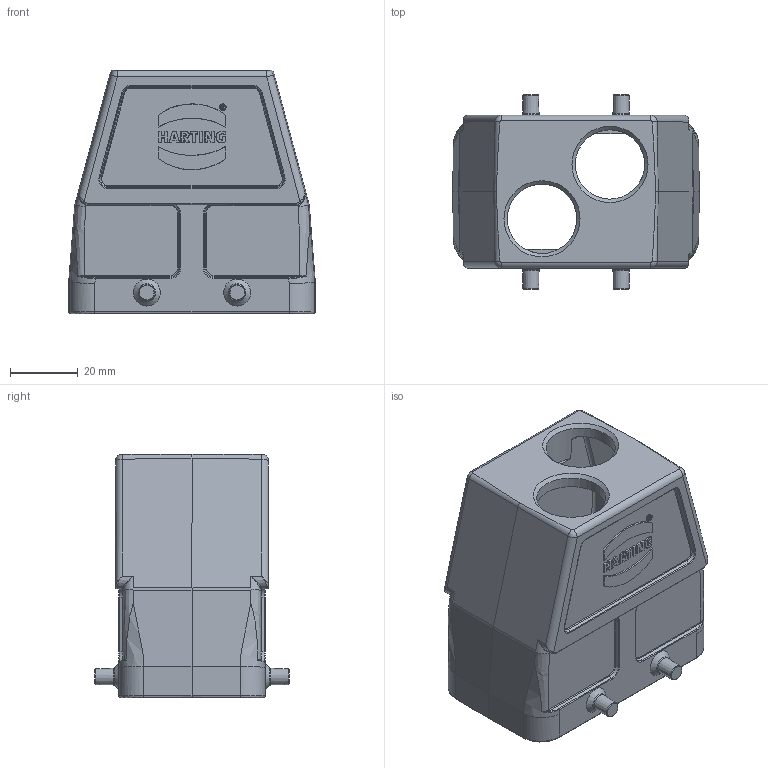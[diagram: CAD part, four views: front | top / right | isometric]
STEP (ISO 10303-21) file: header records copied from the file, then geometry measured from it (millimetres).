
FILE_DESCRIPTION(/* description */ (''),/* implementation_level */ '2;1');
FILE_NAME(/* name */ '100730686ugm000_b.stp',/* time_stamp */ '2019-05-27T13:24:27+02:00',/* author */ (''),/* organization */ (''),/* preprocessor_version */ 'ST-DEVELOPER v16.7',/* originating_system */ 'SIEMENS PLM Software NX 12.0',/* authorisation */ '');
FILE_SCHEMA (('AUTOMOTIVE_DESIGN { 1 0 10303 214 3 1 1 1 }'));
Length unit declared in the file: millimetre
Products named in the file (1): 100730686ugm000_b
Bounding box: 72.6 x 57.2 x 71.6 mm (x, y, z)
Volume: 58430.2 mm3; surface area: 32536 mm2
Topology: 1 solids, 1 shells, 457 faces, 1135 edges, 691 vertices
Faces by surface type: plane 166, cylinder 120, bspline 63, torus 50, cone 48, sphere 10
Full cylindrical faces by diameter (mm): 3 x4, 20.4 x2
Entity records: 16097 total; most frequent: CARTESIAN_POINT 5125, ORIENTED_EDGE 2158, DIRECTION 2075, EDGE_CURVE 1079, AXIS2_PLACEMENT_3D 780, VERTEX_POINT 678, LINE 515, VECTOR 515
